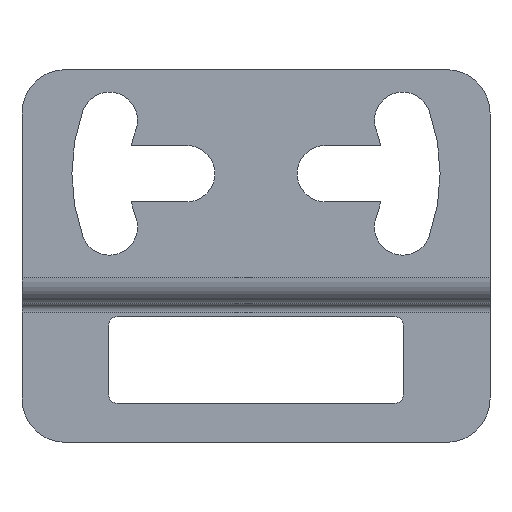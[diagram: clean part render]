
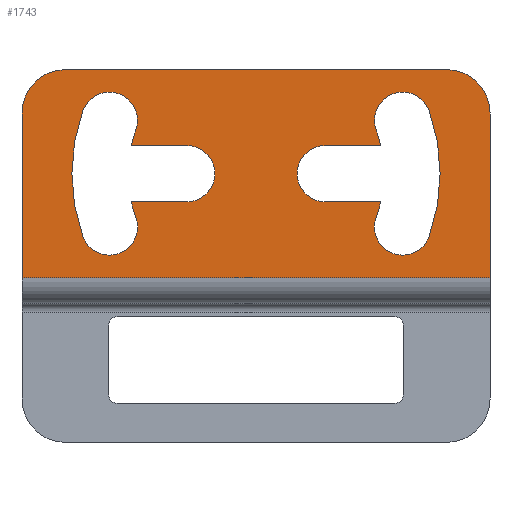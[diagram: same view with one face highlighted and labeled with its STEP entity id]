
A CAD part, front view. The second image highlights one B-rep face of the part: STEP entity #1743.
In plain terms, the highlighted planar face has unit normal (0, -1, 0).
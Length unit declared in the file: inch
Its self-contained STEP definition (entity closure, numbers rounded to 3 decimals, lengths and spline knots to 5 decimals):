
#21=DIRECTION('',(0.,0.,1.));
#22=VECTOR('',#21,0.74803);
#23=CARTESIAN_POINT('',(1.06299,0.,-0.47244));
#24=LINE('',#23,#22);
#29=CARTESIAN_POINT('',(0.86614,0.,0.27559));
#30=DIRECTION('',(0.,-1.,0.));
#31=DIRECTION('',(1.,0.,0.));
#32=AXIS2_PLACEMENT_3D('',#29,#30,#31);
#43=CARTESIAN_POINT('',(0.66592,0.,-0.24238));
#44=DIRECTION('',(0.,1.,0.));
#45=DIRECTION('',(0.94,0.,-0.342));
#46=AXIS2_PLACEMENT_3D('',#43,#44,#45);
#48=CARTESIAN_POINT('',(0.,0.,0.));
#49=DIRECTION('',(0.,1.,0.));
#50=DIRECTION('',(0.94,0.,0.342));
#51=AXIS2_PLACEMENT_3D('',#48,#49,#50);
#53=CARTESIAN_POINT('',(0.66592,0.,0.24238));
#54=DIRECTION('',(0.,1.,0.));
#55=DIRECTION('',(-0.94,0.,-0.342));
#56=AXIS2_PLACEMENT_3D('',#53,#54,#55);
#58=CARTESIAN_POINT('',(0.,0.,0.));
#59=DIRECTION('',(0.,1.,0.));
#60=DIRECTION('',(0.94,0.,0.342));
#61=AXIS2_PLACEMENT_3D('',#58,#59,#60);
#63=DIRECTION('',(1.,0.,0.));
#64=VECTOR('',#63,0.25148);
#65=CARTESIAN_POINT('',(0.31496,0.,0.12795));
#66=LINE('',#65,#64);
#67=CARTESIAN_POINT('',(0.31496,0.,0.));
#68=DIRECTION('',(0.,1.,0.));
#69=DIRECTION('',(0.,0.,-1.));
#70=AXIS2_PLACEMENT_3D('',#67,#68,#69);
#72=DIRECTION('',(-1.,0.,0.));
#73=VECTOR('',#72,0.25148);
#74=CARTESIAN_POINT('',(0.56644,0.,-0.12795));
#75=LINE('',#74,#73);
#76=CARTESIAN_POINT('',(0.,0.,0.));
#77=DIRECTION('',(0.,1.,0.));
#78=DIRECTION('',(0.975,0.,-0.22));
#79=AXIS2_PLACEMENT_3D('',#76,#77,#78);
#81=CARTESIAN_POINT('',(-0.31496,0.,0.));
#82=DIRECTION('',(0.,1.,0.));
#83=DIRECTION('',(0.,0.,1.));
#84=AXIS2_PLACEMENT_3D('',#81,#82,#83);
#86=DIRECTION('',(1.,0.,0.));
#87=VECTOR('',#86,0.25148);
#88=CARTESIAN_POINT('',(-0.56644,0.,0.12795));
#89=LINE('',#88,#87);
#90=CARTESIAN_POINT('',(0.,0.,0.));
#91=DIRECTION('',(0.,1.,0.));
#92=DIRECTION('',(-0.975,0.,0.22));
#93=AXIS2_PLACEMENT_3D('',#90,#91,#92);
#95=CARTESIAN_POINT('',(-0.66592,0.,0.24238));
#96=DIRECTION('',(0.,1.,0.));
#97=DIRECTION('',(-0.94,0.,0.342));
#98=AXIS2_PLACEMENT_3D('',#95,#96,#97);
#100=CARTESIAN_POINT('',(0.,0.,0.));
#101=DIRECTION('',(0.,1.,0.));
#102=DIRECTION('',(-0.94,0.,-0.342));
#103=AXIS2_PLACEMENT_3D('',#100,#101,#102);
#105=CARTESIAN_POINT('',(-0.66592,0.,-0.24238));
#106=DIRECTION('',(0.,1.,0.));
#107=DIRECTION('',(0.94,0.,0.342));
#108=AXIS2_PLACEMENT_3D('',#105,#106,#107);
#110=CARTESIAN_POINT('',(0.,0.,0.));
#111=DIRECTION('',(0.,1.,0.));
#112=DIRECTION('',(-0.94,0.,-0.342));
#113=AXIS2_PLACEMENT_3D('',#110,#111,#112);
#115=DIRECTION('',(-1.,0.,0.));
#116=VECTOR('',#115,0.25148);
#117=CARTESIAN_POINT('',(-0.31496,0.,-0.12795));
#118=LINE('',#117,#116);
#119=DIRECTION('',(1.,0.,0.));
#120=VECTOR('',#119,2.12598);
#121=CARTESIAN_POINT('',(-1.06299,0.,-0.47244));
#122=LINE('',#121,#120);
#845=DIRECTION('',(-1.,0.,0.));
#846=VECTOR('',#845,1.73228);
#847=CARTESIAN_POINT('',(0.86614,0.,0.47244));
#848=LINE('',#847,#846);
#862=CARTESIAN_POINT('',(-0.86614,0.,0.27559));
#863=DIRECTION('',(0.,-1.,0.));
#864=DIRECTION('',(0.,0.,1.));
#865=AXIS2_PLACEMENT_3D('',#862,#863,#864);
#867=DIRECTION('',(0.,0.,1.));
#868=VECTOR('',#867,0.74803);
#869=CARTESIAN_POINT('',(-1.06299,0.,-0.47244));
#870=LINE('',#869,#868);
#1279=CARTESIAN_POINT('',(-1.06299,0.,-0.47244));
#1280=CARTESIAN_POINT('',(1.06299,0.,-0.47244));
#1281=VERTEX_POINT('',#1279);
#1282=VERTEX_POINT('',#1280);
#1300=CARTESIAN_POINT('',(1.06299,0.,0.27559));
#1302=VERTEX_POINT('',#1300);
#1303=CARTESIAN_POINT('',(0.86614,0.,0.47244));
#1304=VERTEX_POINT('',#1303);
#1307=CARTESIAN_POINT('',(-1.06299,0.,0.27559));
#1309=VERTEX_POINT('',#1307);
#1313=CARTESIAN_POINT('',(-0.86614,0.,0.47244));
#1314=VERTEX_POINT('',#1313);
#1563=CARTESIAN_POINT('',(0.78616,0.,-0.28614));
#1564=CARTESIAN_POINT('',(0.54569,0.,-0.19861));
#1565=VERTEX_POINT('',#1563);
#1566=VERTEX_POINT('',#1564);
#1567=CARTESIAN_POINT('',(0.56644,0.,-0.12795));
#1568=VERTEX_POINT('',#1567);
#1569=CARTESIAN_POINT('',(0.31496,0.,-0.12795));
#1570=VERTEX_POINT('',#1569);
#1571=CARTESIAN_POINT('',(0.31496,0.,0.12795));
#1572=VERTEX_POINT('',#1571);
#1573=CARTESIAN_POINT('',(0.56644,0.,0.12795));
#1574=VERTEX_POINT('',#1573);
#1575=CARTESIAN_POINT('',(0.54569,0.,0.19861));
#1576=VERTEX_POINT('',#1575);
#1577=CARTESIAN_POINT('',(0.78616,0.,0.28614));
#1578=VERTEX_POINT('',#1577);
#1579=CARTESIAN_POINT('',(-0.31496,0.,0.12795));
#1580=CARTESIAN_POINT('',(-0.31496,0.,-0.12795));
#1581=VERTEX_POINT('',#1579);
#1582=VERTEX_POINT('',#1580);
#1583=CARTESIAN_POINT('',(-0.56644,0.,-0.12795));
#1584=VERTEX_POINT('',#1583);
#1585=CARTESIAN_POINT('',(-0.54569,0.,-0.19861));
#1586=VERTEX_POINT('',#1585);
#1587=CARTESIAN_POINT('',(-0.78616,0.,-0.28614));
#1588=VERTEX_POINT('',#1587);
#1589=CARTESIAN_POINT('',(-0.78616,0.,0.28614));
#1590=VERTEX_POINT('',#1589);
#1591=CARTESIAN_POINT('',(-0.54569,0.,0.19861));
#1592=VERTEX_POINT('',#1591);
#1593=CARTESIAN_POINT('',(-0.56644,0.,0.12795));
#1594=VERTEX_POINT('',#1593);
#1690=CARTESIAN_POINT('',(1.06299,0.,-0.59055));
#1691=DIRECTION('',(0.,-1.,0.));
#1692=DIRECTION('',(0.,0.,1.));
#1693=AXIS2_PLACEMENT_3D('',#1690,#1691,#1692);
#1694=PLANE('',#1693);
#1695=ORIENTED_EDGE('',*,*,#1681,.F.);
#1696=ORIENTED_EDGE('',*,*,#1670,.F.);
#1698=ORIENTED_EDGE('',*,*,#1697,.F.);
#1700=ORIENTED_EDGE('',*,*,#1699,.T.);
#1702=ORIENTED_EDGE('',*,*,#1701,.F.);
#1704=ORIENTED_EDGE('',*,*,#1703,.F.);
#1705=EDGE_LOOP('',(#1695,#1696,#1698,#1700,#1702,#1704));
#1706=FACE_OUTER_BOUND('',#1705,.F.);
#1708=ORIENTED_EDGE('',*,*,#1707,.F.);
#1710=ORIENTED_EDGE('',*,*,#1709,.F.);
#1712=ORIENTED_EDGE('',*,*,#1711,.F.);
#1714=ORIENTED_EDGE('',*,*,#1713,.T.);
#1716=ORIENTED_EDGE('',*,*,#1715,.F.);
#1718=ORIENTED_EDGE('',*,*,#1717,.F.);
#1720=ORIENTED_EDGE('',*,*,#1719,.F.);
#1722=ORIENTED_EDGE('',*,*,#1721,.T.);
#1723=EDGE_LOOP('',(#1708,#1710,#1712,#1714,#1716,#1718,#1720,#1722));
#1724=FACE_BOUND('',#1723,.F.);
#1726=ORIENTED_EDGE('',*,*,#1725,.F.);
#1728=ORIENTED_EDGE('',*,*,#1727,.F.);
#1730=ORIENTED_EDGE('',*,*,#1729,.T.);
#1732=ORIENTED_EDGE('',*,*,#1731,.F.);
#1734=ORIENTED_EDGE('',*,*,#1733,.F.);
#1736=ORIENTED_EDGE('',*,*,#1735,.F.);
#1738=ORIENTED_EDGE('',*,*,#1737,.T.);
#1740=ORIENTED_EDGE('',*,*,#1739,.F.);
#1741=EDGE_LOOP('',(#1726,#1728,#1730,#1732,#1734,#1736,#1738,#1740));
#1742=FACE_BOUND('',#1741,.F.);
#1743=ADVANCED_FACE('',(#1706,#1724,#1742),#1694,.T.);
#33=CIRCLE('',#32,0.19685);
#47=CIRCLE('',#46,0.12795);
#52=CIRCLE('',#51,0.83661);
#57=CIRCLE('',#56,0.12795);
#62=CIRCLE('',#61,0.58071);
#71=CIRCLE('',#70,0.12795);
#80=CIRCLE('',#79,0.58071);
#85=CIRCLE('',#84,0.12795);
#94=CIRCLE('',#93,0.58071);
#99=CIRCLE('',#98,0.12795);
#104=CIRCLE('',#103,0.83661);
#109=CIRCLE('',#108,0.12795);
#114=CIRCLE('',#113,0.58071);
#866=CIRCLE('',#865,0.19685);
#1670=EDGE_CURVE('',#1282,#1302,#24,.T.);
#1681=EDGE_CURVE('',#1302,#1304,#33,.T.);
#1697=EDGE_CURVE('',#1281,#1282,#122,.T.);
#1699=EDGE_CURVE('',#1281,#1309,#870,.T.);
#1701=EDGE_CURVE('',#1314,#1309,#866,.T.);
#1703=EDGE_CURVE('',#1304,#1314,#848,.T.);
#1707=EDGE_CURVE('',#1565,#1566,#47,.T.);
#1709=EDGE_CURVE('',#1578,#1565,#52,.T.);
#1711=EDGE_CURVE('',#1576,#1578,#57,.T.);
#1713=EDGE_CURVE('',#1576,#1574,#62,.T.);
#1715=EDGE_CURVE('',#1572,#1574,#66,.T.);
#1717=EDGE_CURVE('',#1570,#1572,#71,.T.);
#1719=EDGE_CURVE('',#1568,#1570,#75,.T.);
#1721=EDGE_CURVE('',#1568,#1566,#80,.T.);
#1725=EDGE_CURVE('',#1581,#1582,#85,.T.);
#1727=EDGE_CURVE('',#1594,#1581,#89,.T.);
#1729=EDGE_CURVE('',#1594,#1592,#94,.T.);
#1731=EDGE_CURVE('',#1590,#1592,#99,.T.);
#1733=EDGE_CURVE('',#1588,#1590,#104,.T.);
#1735=EDGE_CURVE('',#1586,#1588,#109,.T.);
#1737=EDGE_CURVE('',#1586,#1584,#114,.T.);
#1739=EDGE_CURVE('',#1582,#1584,#118,.T.);
